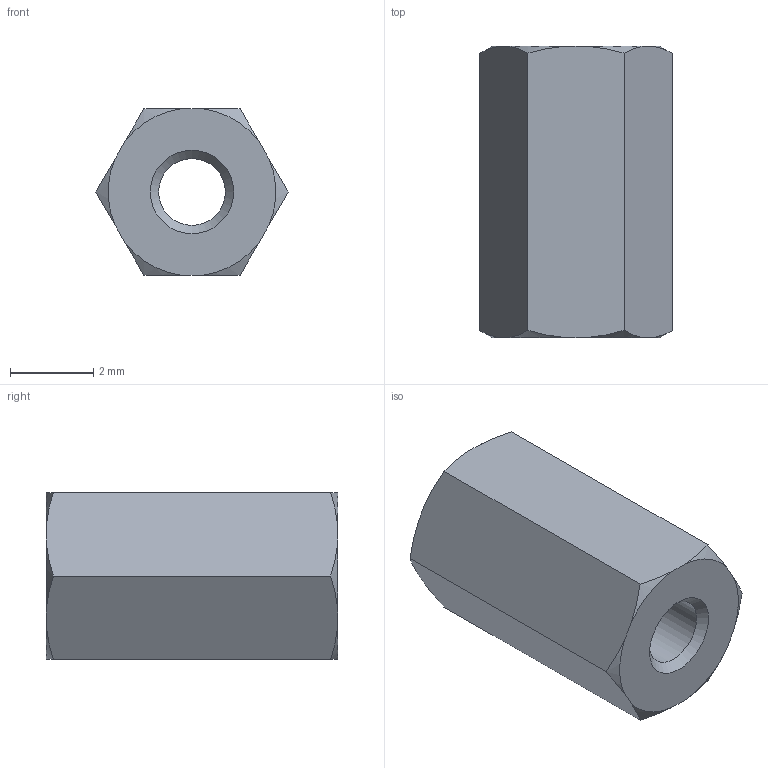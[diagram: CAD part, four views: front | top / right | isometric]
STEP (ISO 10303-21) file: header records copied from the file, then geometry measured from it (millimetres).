
FILE_DESCRIPTION((' '),'2;1');
FILE_NAME( 'Abstandzbolzen Messing vernickelt I-I M2_-_Ettinger - 5.01.073 (M2x7).stp', '2022-09-10T18:00:37', (' '), ('--- Datakit www.datakit.com---'), ' Datakit CrossCadWare V2022.3 Jun 15 2022', 'DATAKIT 2022 (c)', ' ');
FILE_SCHEMA(('AP242_MANAGED_MODEL_BASED_3D_ENGINEERING_MIM_LF { 1 0 10303 442 1 1 4 }'));
Length unit declared in the file: millimetre
Products named in the file (1): Abstandzbolzen Messing vernickelt I-I M2_-_Ettinger - 5.01.073 (M2x7)
Bounding box: 4.62 x 7 x 4 mm (x, y, z)
Volume: 82.6 mm3; surface area: 153.7 mm2
Topology: 1 solids, 1 shells, 23 faces, 61 edges, 40 vertices
Faces by surface type: cone 14, plane 8, cylinder 1
Full cylindrical faces by diameter (mm): 1.6 x1
Entity records: 797 total; most frequent: CARTESIAN_POINT 242, ORIENTED_EDGE 116, DIRECTION 98, EDGE_CURVE 58, VERTEX_POINT 40, AXIS2_PLACEMENT_3D 40, EDGE_LOOP 28, B_SPLINE_CURVE_WITH_KNOTS 24
